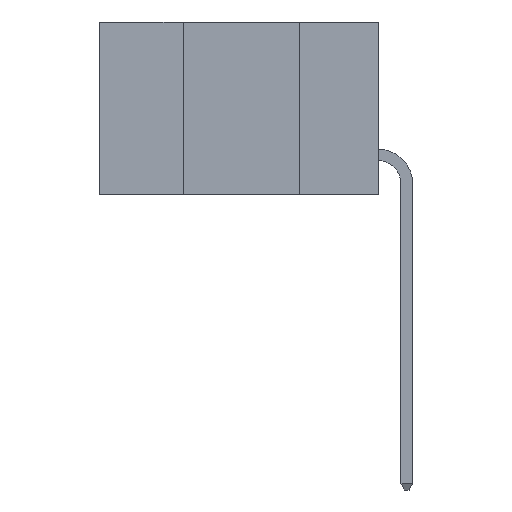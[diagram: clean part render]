
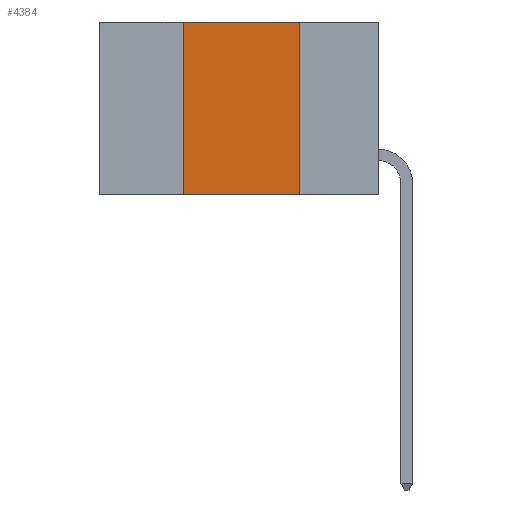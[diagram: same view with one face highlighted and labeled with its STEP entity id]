
A CAD part, left-side view. The second image highlights one B-rep face of the part: STEP entity #4384.
In plain terms, the highlighted planar face has unit normal (-1, 0, 0).
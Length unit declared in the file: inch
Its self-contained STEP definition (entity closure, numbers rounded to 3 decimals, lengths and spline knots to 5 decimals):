
#1278 = EDGE_CURVE ( 'NONE', #6538, #14255, #14838, .T. ) ;
#2305 = EDGE_CURVE ( 'NONE', #6538, #18915, #4195, .T. ) ;
#4017 = VECTOR ( 'NONE', #7862, 39.37008 ) ;
#4195 = LINE ( 'NONE', #16744, #4671 ) ;
#4198 = CARTESIAN_POINT ( 'NONE',  ( 0., 0.6, -0.37 ) ) ;
#4314 = EDGE_CURVE ( 'NONE', #18915, #16617, #17958, .T. ) ;
#4384 = ADVANCED_FACE ( 'NONE', ( #16611 ), #12721, .F. ) ;
#4505 = CARTESIAN_POINT ( 'NONE',  ( 0., 0.17, 0. ) ) ;
#4516 = ORIENTED_EDGE ( 'NONE', *, *, #6412, .F. ) ;
#4671 = VECTOR ( 'NONE', #7187, 39.37008 ) ;
#6367 = ORIENTED_EDGE ( 'NONE', *, *, #4314, .F. ) ;
#6412 = EDGE_CURVE ( 'NONE', #16617, #14255, #14873, .T. ) ;
#6538 = VERTEX_POINT ( 'NONE', #16564 ) ;
#6809 = ORIENTED_EDGE ( 'NONE', *, *, #2305, .F. ) ;
#6965 = ORIENTED_EDGE ( 'NONE', *, *, #1278, .T. ) ;
#7187 = DIRECTION ( 'NONE',  ( 0., 0., 1. ) ) ;
#7862 = DIRECTION ( 'NONE',  ( 0., -1., 0. ) ) ;
#8571 = EDGE_LOOP ( 'NONE', ( #4516, #6367, #6809, #6965 ) ) ;
#10416 = VECTOR ( 'NONE', #17196, 39.37008 ) ;
#11382 = AXIS2_PLACEMENT_3D ( 'NONE', #12884, #12544, #12527 ) ;
#12527 = DIRECTION ( 'NONE',  ( 0., 0., -1. ) ) ;
#12544 = DIRECTION ( 'NONE',  ( 1., 0., 0. ) ) ;
#12721 = PLANE ( 'NONE',  #11382 ) ;
#12884 = CARTESIAN_POINT ( 'NONE',  ( 0., 0.6, 0. ) ) ;
#13467 = DIRECTION ( 'NONE',  ( 0., -1., 0. ) ) ;
#13625 = CARTESIAN_POINT ( 'NONE',  ( 0., 0.6, 0. ) ) ;
#14036 = VECTOR ( 'NONE', #13467, 39.37008 ) ;
#14255 = VERTEX_POINT ( 'NONE', #17771 ) ;
#14301 = CARTESIAN_POINT ( 'NONE',  ( 0., 0.42, 0. ) ) ;
#14838 = LINE ( 'NONE', #4198, #4017 ) ;
#14873 = LINE ( 'NONE', #17260, #10416 ) ;
#16564 = CARTESIAN_POINT ( 'NONE',  ( 0., 0.42, -0.37 ) ) ;
#16611 = FACE_OUTER_BOUND ( 'NONE', #8571, .T. ) ;
#16617 = VERTEX_POINT ( 'NONE', #4505 ) ;
#16744 = CARTESIAN_POINT ( 'NONE',  ( 0., 0.42, -0.37 ) ) ;
#17196 = DIRECTION ( 'NONE',  ( 0., 0., -1. ) ) ;
#17260 = CARTESIAN_POINT ( 'NONE',  ( 0., 0.17, -0.37 ) ) ;
#17771 = CARTESIAN_POINT ( 'NONE',  ( 0., 0.17, -0.37 ) ) ;
#17958 = LINE ( 'NONE', #13625, #14036 ) ;
#18915 = VERTEX_POINT ( 'NONE', #14301 ) ;
